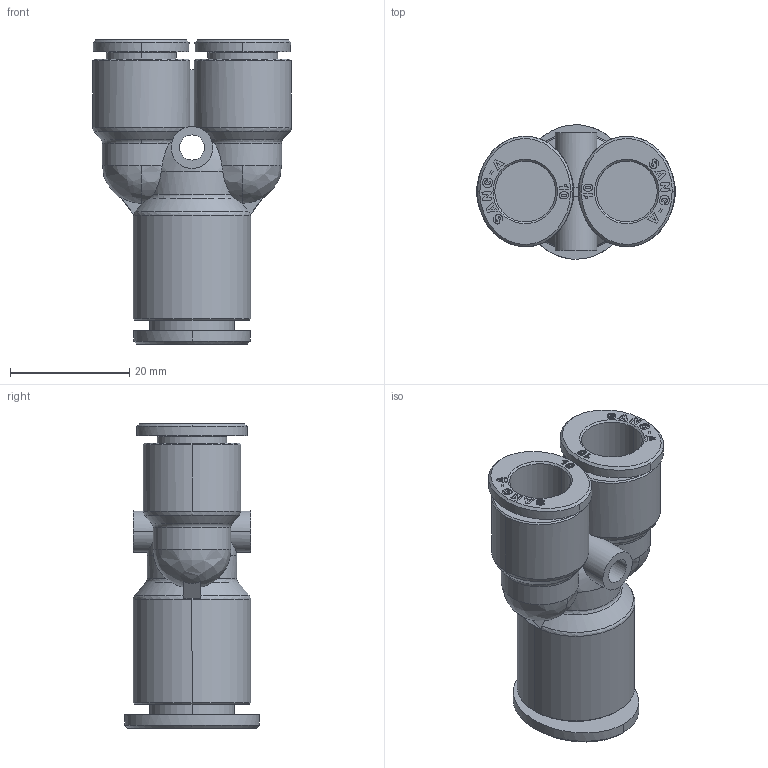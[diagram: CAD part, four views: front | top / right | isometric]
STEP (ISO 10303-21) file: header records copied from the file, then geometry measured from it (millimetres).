
FILE_DESCRIPTION (( 'STEP AP214' ), '1' );
FILE_NAME ('PW12-10.STEP', '2015-08-20T09:18:11', ( '' ), ( '' ), 'SwSTEP 2.0', 'SolidWorks 2015', '' );
FILE_SCHEMA (( 'AUTOMOTIVE_DESIGN' ));
Length unit declared in the file: millimetre
Products named in the file (2): PW12-10; ｦ+ﾃｦ1
Assembly tree (1 placements, depth 2):
  PW12-10
    ｦ+ﾃｦ1
Bounding box: 33.3 x 22.5 x 50.9 mm (x, y, z)
Volume: 11314 mm3; surface area: 8071.2 mm2
Topology: 1 solids, 1 shells, 1210 faces, 3483 edges, 2316 vertices
Faces by surface type: plane 1107, bspline 41, cylinder 32, cone 23, torus 7
Entity records: 42173 total; most frequent: CARTESIAN_POINT 9920, ORIENTED_EDGE 6966, DIRECTION 5818, EDGE_CURVE 3483, LINE 3232, VECTOR 3232, VERTEX_POINT 2316, AXIS2_PLACEMENT_3D 1293
